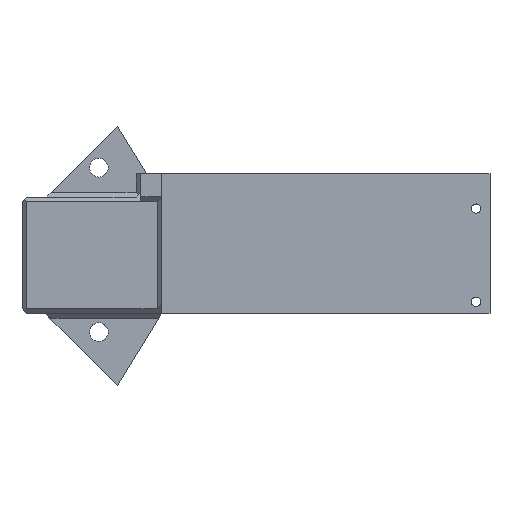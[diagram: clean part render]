
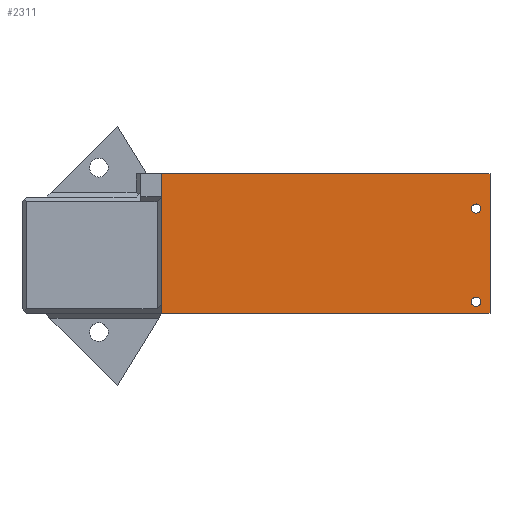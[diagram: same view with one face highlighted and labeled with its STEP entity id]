
A CAD part, top view. The second image highlights one B-rep face of the part: STEP entity #2311.
In plain terms, the highlighted planar face has unit normal (0, 0, 1).
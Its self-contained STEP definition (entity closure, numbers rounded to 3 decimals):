
#15 = CIRCLE ( 'NONE', #142, 1. ) ;
#93 = LINE ( 'NONE', #1547, #1158 ) ;
#102 = ORIENTED_EDGE ( 'NONE', *, *, #2451, .T. ) ;
#110 = VERTEX_POINT ( 'NONE', #254 ) ;
#142 = AXIS2_PLACEMENT_3D ( 'NONE', #2012, #2190, #1349 ) ;
#153 = CARTESIAN_POINT ( 'NONE',  ( 27.822, 2.5, 28.247 ) ) ;
#202 = VERTEX_POINT ( 'NONE', #2233 ) ;
#207 = DIRECTION ( 'NONE',  ( 0., 1., 0. ) ) ;
#254 = CARTESIAN_POINT ( 'NONE',  ( 26.822, 2.5, 28.247 ) ) ;
#255 = CARTESIAN_POINT ( 'NONE',  ( -39.678, 30., 28.247 ) ) ;
#274 = CIRCLE ( 'NONE', #2228, 1. ) ;
#301 = DIRECTION ( 'NONE',  ( 0., -1., 0. ) ) ;
#339 = CARTESIAN_POINT ( 'NONE',  ( 25.322, 0., 28.247 ) ) ;
#493 = EDGE_LOOP ( 'NONE', ( #2649, #102, #1445, #2773 ) ) ;
#505 = FACE_BOUND ( 'NONE', #2406, .T. ) ;
#510 = CARTESIAN_POINT ( 'NONE',  ( 27.822, 22.5, 28.247 ) ) ;
#590 = VERTEX_POINT ( 'NONE', #1114 ) ;
#671 = CARTESIAN_POINT ( 'NONE',  ( 28.822, 22.5, 28.247 ) ) ;
#783 = ORIENTED_EDGE ( 'NONE', *, *, #1558, .F. ) ;
#795 = EDGE_LOOP ( 'NONE', ( #783, #903 ) ) ;
#821 = CARTESIAN_POINT ( 'NONE',  ( -39.678, 0., 28.247 ) ) ;
#836 = DIRECTION ( 'NONE',  ( 0., 0., 1. ) ) ;
#903 = ORIENTED_EDGE ( 'NONE', *, *, #2405, .F. ) ;
#955 = EDGE_CURVE ( 'NONE', #2341, #2510, #2144, .T. ) ;
#971 = LINE ( 'NONE', #2724, #2005 ) ;
#994 = DIRECTION ( 'NONE',  ( 1., 0., 0. ) ) ;
#1002 = VECTOR ( 'NONE', #1413, 1000. ) ;
#1070 = EDGE_CURVE ( 'NONE', #2719, #2574, #93, .T. ) ;
#1114 = CARTESIAN_POINT ( 'NONE',  ( 28.822, 2.5, 28.247 ) ) ;
#1158 = VECTOR ( 'NONE', #301, 1000. ) ;
#1228 = AXIS2_PLACEMENT_3D ( 'NONE', #510, #2001, #2213 ) ;
#1238 = CARTESIAN_POINT ( 'NONE',  ( 30.822, 30., 28.247 ) ) ;
#1255 = ORIENTED_EDGE ( 'NONE', *, *, #2045, .F. ) ;
#1298 = VERTEX_POINT ( 'NONE', #671 ) ;
#1349 = DIRECTION ( 'NONE',  ( 1., 0., 0. ) ) ;
#1355 = CARTESIAN_POINT ( 'NONE',  ( 30.822, 0., 28.247 ) ) ;
#1368 = DIRECTION ( 'NONE',  ( 0., 0., 1. ) ) ;
#1413 = DIRECTION ( 'NONE',  ( 1., 0., 0. ) ) ;
#1445 = ORIENTED_EDGE ( 'NONE', *, *, #1070, .T. ) ;
#1482 = CARTESIAN_POINT ( 'NONE',  ( 30.822, 0., 28.247 ) ) ;
#1542 = LINE ( 'NONE', #339, #1002 ) ;
#1547 = CARTESIAN_POINT ( 'NONE',  ( -39.678, 0., 28.247 ) ) ;
#1558 = EDGE_CURVE ( 'NONE', #110, #590, #15, .T. ) ;
#1579 = PLANE ( 'NONE',  #2465 ) ;
#1616 = DIRECTION ( 'NONE',  ( 1., 0., 0. ) ) ;
#1637 = EDGE_CURVE ( 'NONE', #202, #1298, #2595, .T. ) ;
#1789 = VECTOR ( 'NONE', #207, 1000. ) ;
#1825 = EDGE_CURVE ( 'NONE', #2574, #2341, #1542, .T. ) ;
#1932 = ORIENTED_EDGE ( 'NONE', *, *, #1637, .F. ) ;
#1981 = AXIS2_PLACEMENT_3D ( 'NONE', #153, #2054, #994 ) ;
#2001 = DIRECTION ( 'NONE',  ( 0., 0., 1. ) ) ;
#2005 = VECTOR ( 'NONE', #2270, 1000. ) ;
#2012 = CARTESIAN_POINT ( 'NONE',  ( 27.822, 2.5, 28.247 ) ) ;
#2045 = EDGE_CURVE ( 'NONE', #1298, #202, #274, .T. ) ;
#2054 = DIRECTION ( 'NONE',  ( 0., 0., 1. ) ) ;
#2118 = CARTESIAN_POINT ( 'NONE',  ( 27.822, 22.5, 28.247 ) ) ;
#2144 = LINE ( 'NONE', #1482, #1789 ) ;
#2190 = DIRECTION ( 'NONE',  ( 0., 0., 1. ) ) ;
#2213 = DIRECTION ( 'NONE',  ( 1., 0., 0. ) ) ;
#2228 = AXIS2_PLACEMENT_3D ( 'NONE', #2118, #836, #2345 ) ;
#2233 = CARTESIAN_POINT ( 'NONE',  ( 26.822, 22.5, 28.247 ) ) ;
#2241 = FACE_OUTER_BOUND ( 'NONE', #493, .T. ) ;
#2270 = DIRECTION ( 'NONE',  ( -1., 0., 0. ) ) ;
#2311 = ADVANCED_FACE ( 'NONE', ( #2241, #2742, #505 ), #1579, .T. ) ;
#2341 = VERTEX_POINT ( 'NONE', #1355 ) ;
#2345 = DIRECTION ( 'NONE',  ( 1., 0., 0. ) ) ;
#2405 = EDGE_CURVE ( 'NONE', #590, #110, #2587, .T. ) ;
#2406 = EDGE_LOOP ( 'NONE', ( #1932, #1255 ) ) ;
#2451 = EDGE_CURVE ( 'NONE', #2510, #2719, #971, .T. ) ;
#2465 = AXIS2_PLACEMENT_3D ( 'NONE', #2683, #1368, #1616 ) ;
#2510 = VERTEX_POINT ( 'NONE', #1238 ) ;
#2574 = VERTEX_POINT ( 'NONE', #821 ) ;
#2587 = CIRCLE ( 'NONE', #1981, 1. ) ;
#2595 = CIRCLE ( 'NONE', #1228, 1. ) ;
#2649 = ORIENTED_EDGE ( 'NONE', *, *, #955, .T. ) ;
#2683 = CARTESIAN_POINT ( 'NONE',  ( 0., 0., 28.247 ) ) ;
#2719 = VERTEX_POINT ( 'NONE', #255 ) ;
#2724 = CARTESIAN_POINT ( 'NONE',  ( 25.322, 30., 28.247 ) ) ;
#2742 = FACE_BOUND ( 'NONE', #795, .T. ) ;
#2773 = ORIENTED_EDGE ( 'NONE', *, *, #1825, .T. ) ;
